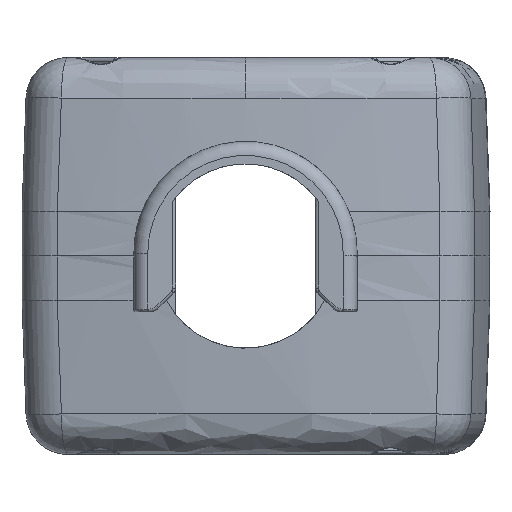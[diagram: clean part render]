
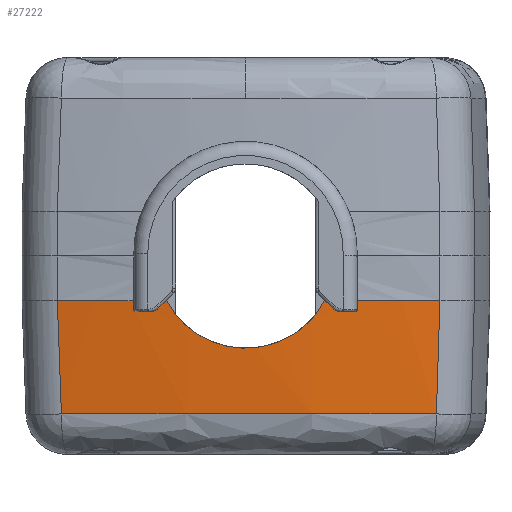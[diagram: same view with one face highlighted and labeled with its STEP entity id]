
A CAD part, left-side view. The second image highlights one B-rep face of the part: STEP entity #27222.
In plain terms, the highlighted conical face has half-angle 2 degrees and reference radius 85.703 mm.
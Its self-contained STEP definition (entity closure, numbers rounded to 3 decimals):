
#52=CONICAL_SURFACE('',#28954,85.702,0.035);
#542=B_SPLINE_CURVE_WITH_KNOTS('',3,(#55096,#55097,#55098,#55099),
 .UNSPECIFIED.,.F.,.F.,(4,4),(0.,1.),
 .UNSPECIFIED.);
#556=B_SPLINE_CURVE_WITH_KNOTS('',3,(#55225,#55226,#55227,#55228),
 .UNSPECIFIED.,.F.,.F.,(4,4),(0.,1.),.UNSPECIFIED.);
#557=B_SPLINE_CURVE_WITH_KNOTS('',3,(#55235,#55236,#55237,#55238,#55239,
#55240,#55241),.UNSPECIFIED.,.F.,.F.,(4,1,1,1,4),(0.,
0.003,0.007,0.01,0.014),
 .UNSPECIFIED.);
#558=B_SPLINE_CURVE_WITH_KNOTS('',3,(#55244,#55245,#55246,#55247),
 .UNSPECIFIED.,.F.,.F.,(4,4),(0.,1.),.UNSPECIFIED.);
#1295=CIRCLE('',#28955,85.702);
#1296=CIRCLE('',#28956,85.702);
#7255=ORIENTED_EDGE('',*,*,#12613,.F.);
#7256=ORIENTED_EDGE('',*,*,#12614,.F.);
#7257=ORIENTED_EDGE('',*,*,#12615,.T.);
#7258=ORIENTED_EDGE('',*,*,#12616,.F.);
#7259=ORIENTED_EDGE('',*,*,#12617,.F.);
#7260=ORIENTED_EDGE('',*,*,#12592,.F.);
#7261=ORIENTED_EDGE('',*,*,#12618,.T.);
#12592=EDGE_CURVE('',#15680,#15681,#542,.T.);
#12613=EDGE_CURVE('',#15700,#15701,#556,.T.);
#12614=EDGE_CURVE('',#15702,#15700,#18509,.T.);
#12615=EDGE_CURVE('',#15702,#15703,#1295,.T.);
#12616=EDGE_CURVE('',#15704,#15703,#557,.T.);
#12617=EDGE_CURVE('',#15681,#15704,#1296,.T.);
#12618=EDGE_CURVE('',#15680,#15701,#558,.T.);
#15680=VERTEX_POINT('',#55095);
#15681=VERTEX_POINT('',#55100);
#15700=VERTEX_POINT('',#55229);
#15701=VERTEX_POINT('',#55230);
#15702=VERTEX_POINT('',#55232);
#15703=VERTEX_POINT('',#55234);
#15704=VERTEX_POINT('',#55242);
#18509=LINE('',#55231,#21381);
#21381=VECTOR('',#34071,1000.);
#23229=EDGE_LOOP('',(#7255,#7256,#7257,#7258,#7259,#7260,#7261));
#24773=FACE_BOUND('',#23229,.T.);
#27222=ADVANCED_FACE('',(#24773),#52,.T.);
#28954=AXIS2_PLACEMENT_3D('',#55224,#34069,#34070);
#28955=AXIS2_PLACEMENT_3D('',#55233,#34072,#34073);
#28956=AXIS2_PLACEMENT_3D('',#55243,#34074,#34075);
#34069=DIRECTION('',(0.,0.,-1.));
#34070=DIRECTION('',(0.,1.,0.));
#34071=DIRECTION('',(0.162,0.987,0.002));
#34072=DIRECTION('',(0.,0.,1.));
#34073=DIRECTION('',(-1.,0.,0.));
#34074=DIRECTION('',(0.,0.,-1.));
#34075=DIRECTION('',(1.,0.,0.));
#55095=CARTESIAN_POINT('',(-17.701,4.319,8.305));
#55096=CARTESIAN_POINT('',(-17.701,4.319,8.305));
#55097=CARTESIAN_POINT('',(-17.781,4.221,5.603));
#55098=CARTESIAN_POINT('',(-17.861,4.124,2.902));
#55099=CARTESIAN_POINT('',(-17.941,4.027,0.2));
#55100=CARTESIAN_POINT('',(-17.941,4.028,0.2));
#55224=CARTESIAN_POINT('',(66.696,17.5,0.2));
#55225=CARTESIAN_POINT('',(-17.87,31.415,0.2));
#55226=CARTESIAN_POINT('',(-17.788,31.33,2.902));
#55227=CARTESIAN_POINT('',(-17.706,31.246,5.603));
#55228=CARTESIAN_POINT('',(-17.624,31.162,8.305));
#55229=CARTESIAN_POINT('',(-17.87,31.415,0.2));
#55230=CARTESIAN_POINT('',(-17.624,31.162,8.305));
#55231=CARTESIAN_POINT('',(-17.87,31.414,0.2));
#55232=CARTESIAN_POINT('',(-17.87,31.413,0.2));
#55233=CARTESIAN_POINT('',(66.696,17.5,0.2));
#55234=CARTESIAN_POINT('',(-18.82,23.153,0.2));
#55235=CARTESIAN_POINT('',(-18.82,11.847,0.2));
#55236=CARTESIAN_POINT('',(-18.82,12.393,1.23));
#55237=CARTESIAN_POINT('',(-18.859,14.03,2.952));
#55238=CARTESIAN_POINT('',(-18.903,17.502,3.922));
#55239=CARTESIAN_POINT('',(-18.859,20.955,2.961));
#55240=CARTESIAN_POINT('',(-18.82,22.607,1.23));
#55241=CARTESIAN_POINT('',(-18.82,23.153,0.2));
#55242=CARTESIAN_POINT('',(-18.82,11.847,0.2));
#55243=CARTESIAN_POINT('',(66.696,17.5,0.2));
#55244=CARTESIAN_POINT('',(-17.701,4.319,8.305));
#55245=CARTESIAN_POINT('',(-19.087,13.196,8.305));
#55246=CARTESIAN_POINT('',(-19.061,22.293,8.305));
#55247=CARTESIAN_POINT('',(-17.624,31.162,8.305));
